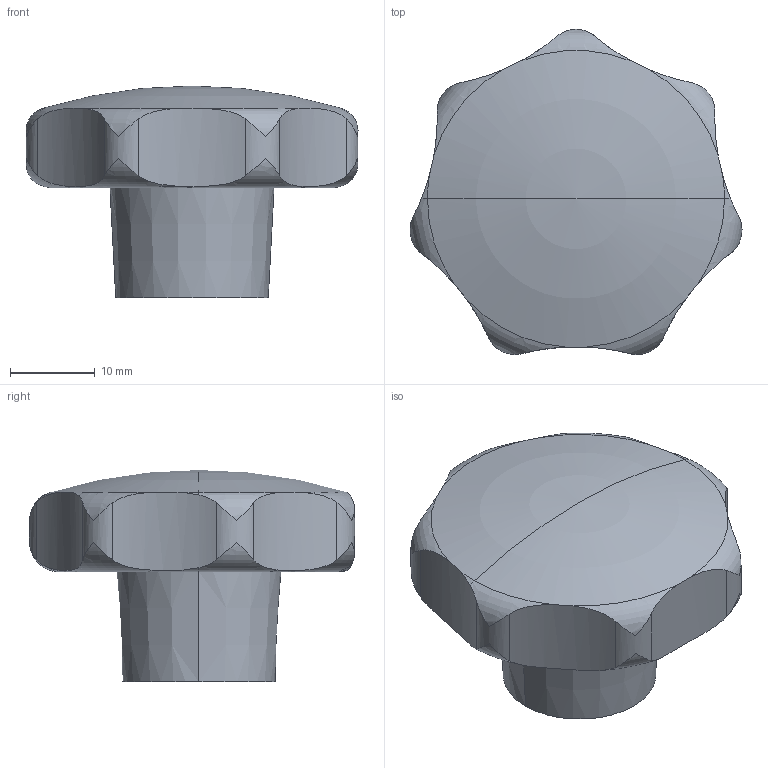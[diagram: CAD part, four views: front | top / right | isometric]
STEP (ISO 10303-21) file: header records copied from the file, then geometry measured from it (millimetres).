
FILE_DESCRIPTION(('STEP AP214'),'1');
FILE_NAME('HALDERN_EH_24670_1240.stp','2017-08-10T07:43:35',('TraceParts'),('TraceParts S.A.'),'Spatial InterOp 3D',' ',' ');
FILE_SCHEMA(('automotive_design'));
Length unit declared in the file: millimetre
Products named in the file (1): HALDERN_EH_24670_1240
Bounding box: 39.17 x 38.37 x 25 mm (x, y, z)
Volume: 11549.7 mm3; surface area: 5028.2 mm2
Topology: 1 solids, 1 shells, 45 faces, 130 edges, 86 vertices
Faces by surface type: cylinder 19, torus 13, cone 8, plane 3, sphere 2
Entity records: 2201 total; most frequent: CARTESIAN_POINT 728, ORIENTED_EDGE 252, DIRECTION 197, EDGE_CURVE 126, VERTEX_POINT 86, AXIS2_PLACEMENT_3D 85, B_SPLINE_CURVE_WITH_KNOTS 60, EDGE_LOOP 48
